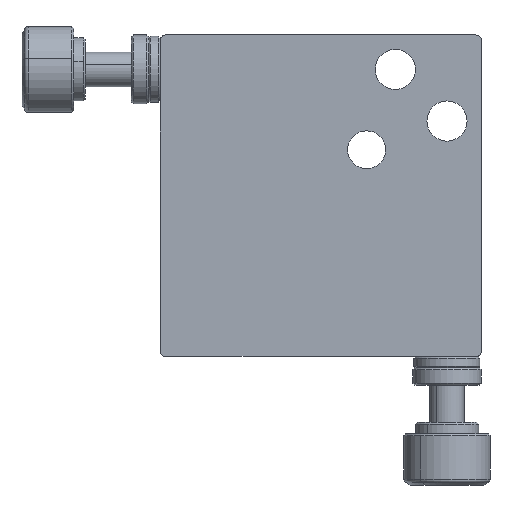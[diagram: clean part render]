
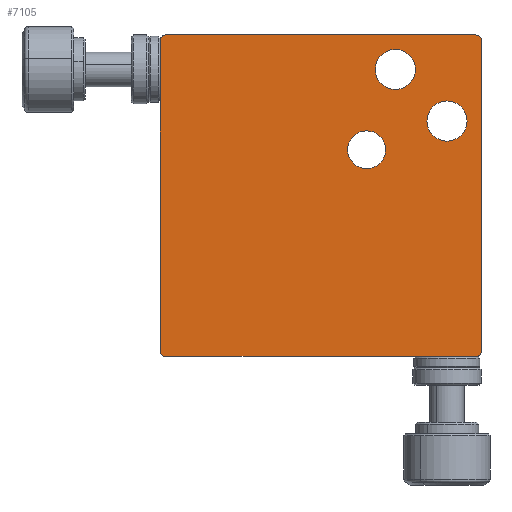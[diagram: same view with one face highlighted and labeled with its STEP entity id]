
A CAD part, front view. The second image highlights one B-rep face of the part: STEP entity #7105.
In plain terms, the highlighted planar face has unit normal (0, -1, 0).
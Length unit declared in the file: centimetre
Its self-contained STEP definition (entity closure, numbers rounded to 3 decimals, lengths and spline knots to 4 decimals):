
#623 = CARTESIAN_POINT ( 'NONE',  ( -2.8, 0., 2.7 ) ) ;
#792 = CARTESIAN_POINT ( 'NONE',  ( 2.7, 0., -2.8 ) ) ;
#839 = DIRECTION ( 'NONE',  ( 0., 0., 1. ) ) ;
#1039 = DIRECTION ( 'NONE',  ( 0., 0., 1. ) ) ;
#1041 = CARTESIAN_POINT ( 'NONE',  ( -2.8, 0., 2.8 ) ) ;
#1046 = DIRECTION ( 'NONE',  ( 0., -1., 0. ) ) ;
#1070 = CARTESIAN_POINT ( 'NONE',  ( 2.7, 0., 2.7 ) ) ;
#1306 = EDGE_CURVE ( 'NONE', #11834, #10999, #19653, .T. ) ;
#1943 = EDGE_CURVE ( 'NONE', #5209, #13565, #16158, .T. ) ;
#1992 = DIRECTION ( 'NONE',  ( 0., 0., 1. ) ) ;
#1997 = DIRECTION ( 'NONE',  ( 0., 1., 0. ) ) ;
#2025 = CARTESIAN_POINT ( 'NONE',  ( 0.8, 0., 0.8 ) ) ;
#2028 = CARTESIAN_POINT ( 'NONE',  ( -2.8, 0., 2.8 ) ) ;
#2174 = EDGE_CURVE ( 'NONE', #12032, #9640, #14037, .T. ) ;
#2187 = DIRECTION ( 'NONE',  ( 1., 0., 0. ) ) ;
#2667 = PLANE ( 'NONE',  #15239 ) ;
#2818 = CARTESIAN_POINT ( 'NONE',  ( 2.2, 0., 1.65 ) ) ;
#3630 = VECTOR ( 'NONE', #25483, 100. ) ;
#3712 = CARTESIAN_POINT ( 'NONE',  ( -2.7, 0., 2.8 ) ) ;
#4152 = CARTESIAN_POINT ( 'NONE',  ( 1.3, 0., 1.85 ) ) ;
#4224 = LINE ( 'NONE', #25564, #3630 ) ;
#4963 = DIRECTION ( 'NONE',  ( 0., 0., 1. ) ) ;
#4972 = DIRECTION ( 'NONE',  ( 0., 1., 0. ) ) ;
#4997 = CARTESIAN_POINT ( 'NONE',  ( 1.3, 0., 2.2 ) ) ;
#5021 = CARTESIAN_POINT ( 'NONE',  ( 1.3, 0., 2.55 ) ) ;
#5209 = VERTEX_POINT ( 'NONE', #4152 ) ;
#5235 = DIRECTION ( 'NONE',  ( 0., 1., 0. ) ) ;
#6431 = AXIS2_PLACEMENT_3D ( 'NONE', #25491, #25485, #25471 ) ;
#6816 = CIRCLE ( 'NONE', #6431, 0.35 ) ;
#6963 = EDGE_CURVE ( 'NONE', #11295, #9640, #16936, .T. ) ;
#7105 = ADVANCED_FACE ( 'NONE', ( #16466, #16492, #16418, #16442 ), #2667, .F. ) ;
#7367 = DIRECTION ( 'NONE',  ( 0., 0., 1. ) ) ;
#7506 = CARTESIAN_POINT ( 'NONE',  ( 2.2, 0., 1.3 ) ) ;
#7537 = DIRECTION ( 'NONE',  ( 0., 1., 0. ) ) ;
#7720 = CARTESIAN_POINT ( 'NONE',  ( -2.7, 0., -2.8 ) ) ;
#7772 = AXIS2_PLACEMENT_3D ( 'NONE', #4997, #4972, #4963 ) ;
#8324 = CARTESIAN_POINT ( 'NONE',  ( 0.8, 0., 0.47 ) ) ;
#8384 = VECTOR ( 'NONE', #23275, 100. ) ;
#8481 = LINE ( 'NONE', #23292, #8384 ) ;
#8913 = CIRCLE ( 'NONE', #10268, 0.33 ) ;
#9242 = EDGE_CURVE ( 'NONE', #13565, #5209, #24512, .T. ) ;
#9466 = CIRCLE ( 'NONE', #10380, 0.1 ) ;
#9640 = VERTEX_POINT ( 'NONE', #15397 ) ;
#9869 = VERTEX_POINT ( 'NONE', #623 ) ;
#10097 = VERTEX_POINT ( 'NONE', #8324 ) ;
#10100 = VECTOR ( 'NONE', #2187, 100. ) ;
#10268 = AXIS2_PLACEMENT_3D ( 'NONE', #25366, #25354, #25331 ) ;
#10379 = LINE ( 'NONE', #2028, #10100 ) ;
#10380 = AXIS2_PLACEMENT_3D ( 'NONE', #1070, #1046, #1039 ) ;
#10723 = CARTESIAN_POINT ( 'NONE',  ( 2.7, 0., 2.8 ) ) ;
#10823 = CIRCLE ( 'NONE', #16967, 0.35 ) ;
#10999 = VERTEX_POINT ( 'NONE', #7720 ) ;
#11234 = VERTEX_POINT ( 'NONE', #3712 ) ;
#11295 = VERTEX_POINT ( 'NONE', #792 ) ;
#11493 = CIRCLE ( 'NONE', #17397, 0.33 ) ;
#11706 = CIRCLE ( 'NONE', #22736, 0.1 ) ;
#11834 = VERTEX_POINT ( 'NONE', #25615 ) ;
#12010 = VERTEX_POINT ( 'NONE', #25679 ) ;
#12032 = VERTEX_POINT ( 'NONE', #25756 ) ;
#13565 = VERTEX_POINT ( 'NONE', #5021 ) ;
#13642 = VERTEX_POINT ( 'NONE', #2818 ) ;
#14037 = LINE ( 'NONE', #20728, #14558 ) ;
#14558 = VECTOR ( 'NONE', #21027, 100. ) ;
#14972 = VERTEX_POINT ( 'NONE', #10723 ) ;
#15068 = EDGE_LOOP ( 'NONE', ( #22520, #22636, #22857, #22996, #23140, #23332, #23771, #24099 ) ) ;
#15111 = AXIS2_PLACEMENT_3D ( 'NONE', #20071, #20055, #20049 ) ;
#15239 = AXIS2_PLACEMENT_3D ( 'NONE', #1041, #5235, #839 ) ;
#15274 = DIRECTION ( 'NONE',  ( 0., 0., 1. ) ) ;
#15397 = CARTESIAN_POINT ( 'NONE',  ( 2.8, 0., -2.7 ) ) ;
#15477 = DIRECTION ( 'NONE',  ( 0., -1., 0. ) ) ;
#15539 = CARTESIAN_POINT ( 'NONE',  ( 2.7, 0., -2.7 ) ) ;
#16000 = VERTEX_POINT ( 'NONE', #16915 ) ;
#16158 = CIRCLE ( 'NONE', #7772, 0.35 ) ;
#16160 = EDGE_CURVE ( 'NONE', #16000, #13642, #10823, .T. ) ;
#16309 = EDGE_CURVE ( 'NONE', #13642, #16000, #6816, .T. ) ;
#16418 = FACE_BOUND ( 'NONE', #17879, .T. ) ;
#16442 = FACE_OUTER_BOUND ( 'NONE', #15068, .T. ) ;
#16466 = FACE_BOUND ( 'NONE', #16487, .T. ) ;
#16487 = EDGE_LOOP ( 'NONE', ( #20785, #21160 ) ) ;
#16492 = FACE_BOUND ( 'NONE', #18101, .T. ) ;
#16915 = CARTESIAN_POINT ( 'NONE',  ( 2.2, 0., 0.95 ) ) ;
#16936 = CIRCLE ( 'NONE', #21393, 0.1 ) ;
#16967 = AXIS2_PLACEMENT_3D ( 'NONE', #7506, #7537, #7367 ) ;
#16980 = DIRECTION ( 'NONE',  ( 0., 0., 1. ) ) ;
#17014 = DIRECTION ( 'NONE',  ( 0., -1., 0. ) ) ;
#17044 = CARTESIAN_POINT ( 'NONE',  ( -2.7, 0., 2.7 ) ) ;
#17341 = EDGE_CURVE ( 'NONE', #11234, #14972, #10379, .T. ) ;
#17397 = AXIS2_PLACEMENT_3D ( 'NONE', #2025, #1997, #1992 ) ;
#17416 = EDGE_CURVE ( 'NONE', #12032, #14972, #9466, .T. ) ;
#17879 = EDGE_LOOP ( 'NONE', ( #21955, #22334 ) ) ;
#17974 = EDGE_CURVE ( 'NONE', #11295, #10999, #4224, .T. ) ;
#18101 = EDGE_LOOP ( 'NONE', ( #21330, #21749 ) ) ;
#19556 = DIRECTION ( 'NONE',  ( 0., 0., 1. ) ) ;
#19590 = DIRECTION ( 'NONE',  ( 0., 1., 0. ) ) ;
#19595 = CARTESIAN_POINT ( 'NONE',  ( 1.3, 0., 2.2 ) ) ;
#19644 = AXIS2_PLACEMENT_3D ( 'NONE', #19595, #19590, #19556 ) ;
#19653 = CIRCLE ( 'NONE', #15111, 0.1 ) ;
#20049 = DIRECTION ( 'NONE',  ( 0., 0., 1. ) ) ;
#20055 = DIRECTION ( 'NONE',  ( 0., -1., 0. ) ) ;
#20071 = CARTESIAN_POINT ( 'NONE',  ( -2.7, 0., -2.7 ) ) ;
#20728 = CARTESIAN_POINT ( 'NONE',  ( 2.8, 0., -2.8 ) ) ;
#20785 = ORIENTED_EDGE ( 'NONE', *, *, #16309, .T. ) ;
#21027 = DIRECTION ( 'NONE',  ( 0., 0., -1. ) ) ;
#21160 = ORIENTED_EDGE ( 'NONE', *, *, #16160, .T. ) ;
#21330 = ORIENTED_EDGE ( 'NONE', *, *, #9242, .T. ) ;
#21393 = AXIS2_PLACEMENT_3D ( 'NONE', #15539, #15477, #15274 ) ;
#21749 = ORIENTED_EDGE ( 'NONE', *, *, #1943, .T. ) ;
#21955 = ORIENTED_EDGE ( 'NONE', *, *, #22723, .T. ) ;
#22334 = ORIENTED_EDGE ( 'NONE', *, *, #24694, .T. ) ;
#22520 = ORIENTED_EDGE ( 'NONE', *, *, #2174, .F. ) ;
#22636 = ORIENTED_EDGE ( 'NONE', *, *, #17416, .T. ) ;
#22723 = EDGE_CURVE ( 'NONE', #12010, #10097, #8913, .T. ) ;
#22736 = AXIS2_PLACEMENT_3D ( 'NONE', #17044, #17014, #16980 ) ;
#22857 = ORIENTED_EDGE ( 'NONE', *, *, #17341, .F. ) ;
#22874 = EDGE_CURVE ( 'NONE', #11834, #9869, #8481, .T. ) ;
#22996 = ORIENTED_EDGE ( 'NONE', *, *, #26081, .T. ) ;
#23140 = ORIENTED_EDGE ( 'NONE', *, *, #22874, .F. ) ;
#23275 = DIRECTION ( 'NONE',  ( 0., 0., 1. ) ) ;
#23292 = CARTESIAN_POINT ( 'NONE',  ( -2.8, 0., -2.8 ) ) ;
#23332 = ORIENTED_EDGE ( 'NONE', *, *, #1306, .T. ) ;
#23771 = ORIENTED_EDGE ( 'NONE', *, *, #17974, .F. ) ;
#24099 = ORIENTED_EDGE ( 'NONE', *, *, #6963, .T. ) ;
#24512 = CIRCLE ( 'NONE', #19644, 0.35 ) ;
#24694 = EDGE_CURVE ( 'NONE', #10097, #12010, #11493, .T. ) ;
#25331 = DIRECTION ( 'NONE',  ( 0., 0., 1. ) ) ;
#25354 = DIRECTION ( 'NONE',  ( 0., 1., 0. ) ) ;
#25366 = CARTESIAN_POINT ( 'NONE',  ( 0.8, 0., 0.8 ) ) ;
#25471 = DIRECTION ( 'NONE',  ( 0., 0., 1. ) ) ;
#25483 = DIRECTION ( 'NONE',  ( -1., 0., 0. ) ) ;
#25485 = DIRECTION ( 'NONE',  ( 0., 1., 0. ) ) ;
#25491 = CARTESIAN_POINT ( 'NONE',  ( 2.2, 0., 1.3 ) ) ;
#25564 = CARTESIAN_POINT ( 'NONE',  ( -2.8, 0., -2.8 ) ) ;
#25615 = CARTESIAN_POINT ( 'NONE',  ( -2.8, 0., -2.7 ) ) ;
#25679 = CARTESIAN_POINT ( 'NONE',  ( 0.8, 0., 1.13 ) ) ;
#25756 = CARTESIAN_POINT ( 'NONE',  ( 2.8, 0., 2.7 ) ) ;
#26081 = EDGE_CURVE ( 'NONE', #11234, #9869, #11706, .T. ) ;
